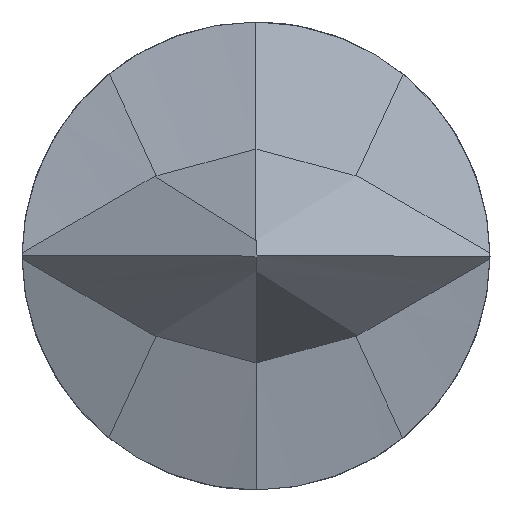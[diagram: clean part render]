
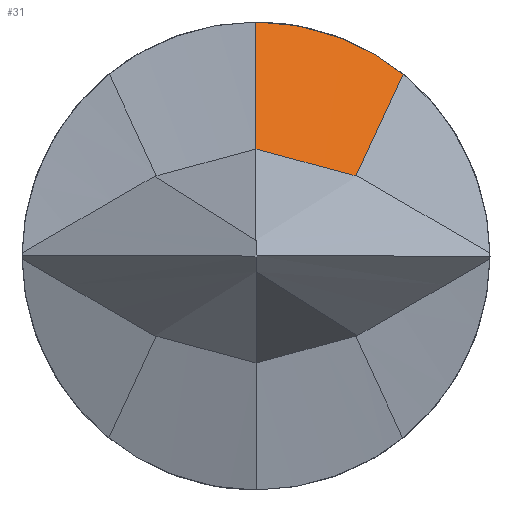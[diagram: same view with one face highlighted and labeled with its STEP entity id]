
A CAD part, left-side view. The second image highlights one B-rep face of the part: STEP entity #31.
In plain terms, the highlighted conical face has half-angle 16.262 degrees and reference radius 9.836 mm.
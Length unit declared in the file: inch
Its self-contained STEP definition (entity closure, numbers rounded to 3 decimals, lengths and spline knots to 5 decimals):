
#31 = ADVANCED_FACE ( 'NONE', ( #457 ), #1282, .F. ) ;
#95 = VERTEX_POINT ( 'NONE', #770 ) ;
#125 = CARTESIAN_POINT ( 'NONE',  ( -0.25786, -0.00762, 0.00606 ) ) ;
#176 = CARTESIAN_POINT ( 'NONE',  ( -0.25786, -0.00765, 0.00604 ) ) ;
#186 = CARTESIAN_POINT ( 'NONE',  ( -0.25786, -0.00757, 0.00609 ) ) ;
#201 = CARTESIAN_POINT ( 'NONE',  ( -0.25513, -0.00797, 0.01632 ) ) ;
#221 = CARTESIAN_POINT ( 'NONE',  ( -0.25622, 0., 0.0177 ) ) ;
#232 = ORIENTED_EDGE ( 'NONE', *, *, #465, .F. ) ;
#234 = EDGE_CURVE ( 'NONE', #963, #95, #583, .T. ) ;
#295 = CARTESIAN_POINT ( 'NONE',  ( -0.25529, -0.01113, 0.01377 ) ) ;
#324 = CARTESIAN_POINT ( 'NONE',  ( -0.25703, 0., 0.0145 ) ) ;
#394 = EDGE_CURVE ( 'NONE', #1097, #471, #917, .T. ) ;
#414 = CARTESIAN_POINT ( 'NONE',  ( -0.25786, -0.00759, 0.00607 ) ) ;
#441 = CARTESIAN_POINT ( 'NONE',  ( -0.25786, -0.00757, 0.00609 ) ) ;
#457 = FACE_OUTER_BOUND ( 'NONE', #1017, .T. ) ;
#465 = EDGE_CURVE ( 'NONE', #1097, #1256, #960, .T. ) ;
#471 = VERTEX_POINT ( 'NONE', #939 ) ;
#507 = CARTESIAN_POINT ( 'NONE',  ( -0.25546, -0.00399, 0.0177 ) ) ;
#512 = CARTESIAN_POINT ( 'NONE',  ( -0.63973, -0.0445, 0.00969 ) ) ;
#550 = CARTESIAN_POINT ( 'NONE',  ( -0.25529, -0.01113, 0.01377 ) ) ;
#576 = CARTESIAN_POINT ( 'NONE',  ( -0.25529, -0.01113, 0.01377 ) ) ;
#579 = B_SPLINE_CURVE_WITH_KNOTS ( 'NONE', 3,
 ( #186, #1174, #1076, #576 ),
 .UNSPECIFIED., .F., .F.,
 ( 4, 4 ),
 ( 0.00007, 0.0003 ),
 .UNSPECIFIED. ) ;
#583 = B_SPLINE_CURVE_WITH_KNOTS ( 'NONE', 3,
 ( #295, #201, #507, #805 ),
 .UNSPECIFIED., .F., .F.,
 ( 4, 4 ),
 ( 0., 0.00031 ),
 .UNSPECIFIED. ) ;
#591 = ORIENTED_EDGE ( 'NONE', *, *, #234, .T. ) ;
#598 = EDGE_CURVE ( 'NONE', #471, #963, #579, .T. ) ;
#727 = DIRECTION ( 'NONE',  ( 0., -0.966, -0.259 ) ) ;
#740 = DIRECTION ( 'NONE',  ( 0., -0.259, 0.966 ) ) ;
#770 = CARTESIAN_POINT ( 'NONE',  ( -0.25622, 0., 0.0177 ) ) ;
#801 = AXIS2_PLACEMENT_3D ( 'NONE', #1244, #740, #1047 ) ;
#805 = CARTESIAN_POINT ( 'NONE',  ( -0.25622, 0., 0.0177 ) ) ;
#814 = CARTESIAN_POINT ( 'NONE',  ( -0.25866, 0., 0.00809 ) ) ;
#828 = CARTESIAN_POINT ( 'NONE',  ( -0.25784, 0., 0.01129 ) ) ;
#857 = EDGE_CURVE ( 'NONE', #1256, #95, #1102, .T. ) ;
#917 = B_SPLINE_CURVE_WITH_KNOTS ( 'NONE', 3,
 ( #1111, #125, #414, #441 ),
 .UNSPECIFIED., .F., .F.,
 ( 4, 4 ),
 ( 0.00017, 0.00018 ),
 .UNSPECIFIED. ) ;
#939 = CARTESIAN_POINT ( 'NONE',  ( -0.25786, -0.00757, 0.00609 ) ) ;
#960 = CIRCLE ( 'NONE', #801, 0.38344 ) ;
#963 = VERTEX_POINT ( 'NONE', #550 ) ;
#1011 = AXIS2_PLACEMENT_3D ( 'NONE', #512, #1213, #727 ) ;
#1017 = EDGE_LOOP ( 'NONE', ( #1112, #591, #1081, #232, #1176 ) ) ;
#1047 = DIRECTION ( 'NONE',  ( 0., -0.966, -0.259 ) ) ;
#1076 = CARTESIAN_POINT ( 'NONE',  ( -0.25614, -0.00995, 0.0112 ) ) ;
#1081 = ORIENTED_EDGE ( 'NONE', *, *, #857, .F. ) ;
#1093 = CARTESIAN_POINT ( 'NONE',  ( -0.25866, 0., 0.00809 ) ) ;
#1097 = VERTEX_POINT ( 'NONE', #176 ) ;
#1102 = B_SPLINE_CURVE_WITH_KNOTS ( 'NONE', 3,
 ( #814, #828, #324, #221 ),
 .UNSPECIFIED., .F., .F.,
 ( 4, 4 ),
 ( 0.00005, 0.00031 ),
 .UNSPECIFIED. ) ;
#1111 = CARTESIAN_POINT ( 'NONE',  ( -0.25786, -0.00765, 0.00604 ) ) ;
#1112 = ORIENTED_EDGE ( 'NONE', *, *, #598, .T. ) ;
#1174 = CARTESIAN_POINT ( 'NONE',  ( -0.257, -0.00876, 0.00864 ) ) ;
#1176 = ORIENTED_EDGE ( 'NONE', *, *, #394, .T. ) ;
#1213 = DIRECTION ( 'NONE',  ( 0., -0.259, 0.966 ) ) ;
#1244 = CARTESIAN_POINT ( 'NONE',  ( -0.63973, -0.04112, -0.00293 ) ) ;
#1256 = VERTEX_POINT ( 'NONE', #1093 ) ;
#1282 = CONICAL_SURFACE ( 'NONE', #1011, 0.38725, 0.284 ) ;
